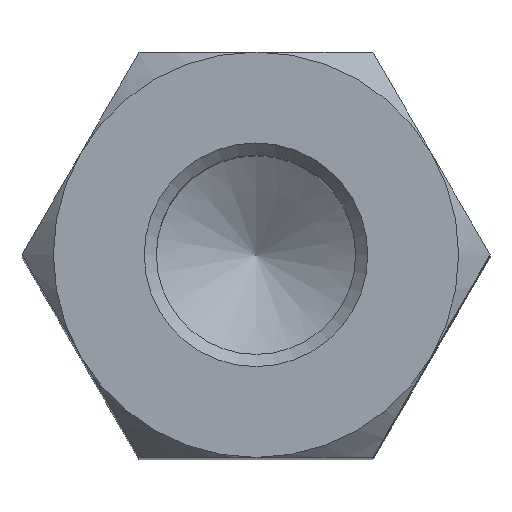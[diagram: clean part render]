
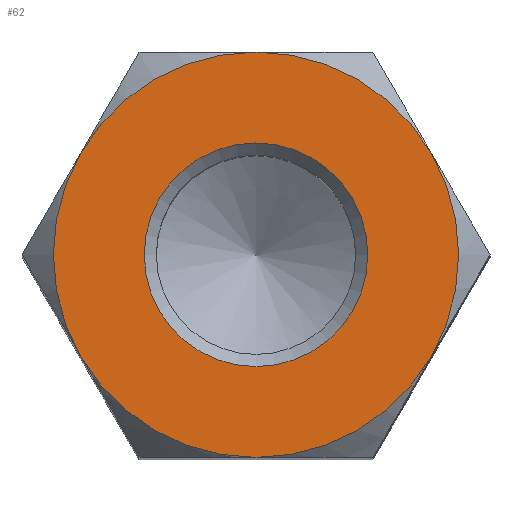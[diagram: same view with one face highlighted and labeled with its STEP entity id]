
A CAD part, top view. The second image highlights one B-rep face of the part: STEP entity #62.
In plain terms, the highlighted planar face has unit normal (0, 0, 1).
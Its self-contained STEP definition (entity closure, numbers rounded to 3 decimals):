
#62 = ADVANCED_FACE( '', ( #141, #142 ), #143, .T. );
#141 = FACE_BOUND( '', #242, .T. );
#142 = FACE_OUTER_BOUND( '', #243, .T. );
#143 = PLANE( '', #244 );
#242 = EDGE_LOOP( '', ( #366 ) );
#243 = EDGE_LOOP( '', ( #367, #368, #369, #370, #371, #372 ) );
#244 = AXIS2_PLACEMENT_3D( '', #373, #374, #375 );
#366 = ORIENTED_EDGE( '', *, *, #562, .T. );
#367 = ORIENTED_EDGE( '', *, *, #563, .F. );
#368 = ORIENTED_EDGE( '', *, *, #564, .F. );
#369 = ORIENTED_EDGE( '', *, *, #565, .F. );
#370 = ORIENTED_EDGE( '', *, *, #566, .T. );
#371 = ORIENTED_EDGE( '', *, *, #567, .F. );
#372 = ORIENTED_EDGE( '', *, *, #568, .F. );
#373 = CARTESIAN_POINT( '', ( 0., 0., 17.5 ) );
#374 = DIRECTION( '', ( 0., 0., 1. ) );
#375 = DIRECTION( '', ( 1., 0., 0. ) );
#562 = EDGE_CURVE( '', #660, #660, #661, .T. );
#563 = EDGE_CURVE( '', #662, #648, #663, .F. );
#564 = EDGE_CURVE( '', #664, #662, #665, .F. );
#565 = EDGE_CURVE( '', #620, #664, #666, .F. );
#566 = EDGE_CURVE( '', #620, #667, #668, .T. );
#567 = EDGE_CURVE( '', #669, #667, #670, .F. );
#568 = EDGE_CURVE( '', #648, #669, #671, .F. );
#620 = VERTEX_POINT( '', #738 );
#648 = VERTEX_POINT( '', #801 );
#660 = VERTEX_POINT( '', #847 );
#661 = CIRCLE( '', #848, 2.759 );
#662 = VERTEX_POINT( '', #849 );
#663 = CIRCLE( '', #850, 5. );
#664 = VERTEX_POINT( '', #851 );
#665 = CIRCLE( '', #852, 5. );
#666 = CIRCLE( '', #853, 5. );
#667 = VERTEX_POINT( '', #854 );
#668 = CIRCLE( '', #855, 5. );
#669 = VERTEX_POINT( '', #856 );
#670 = CIRCLE( '', #857, 5. );
#671 = CIRCLE( '', #858, 5. );
#738 = CARTESIAN_POINT( '', ( 0., 5., 17.5 ) );
#801 = CARTESIAN_POINT( '', ( 0., -5., 17.5 ) );
#847 = CARTESIAN_POINT( '', ( 0., 2.759, 17.5 ) );
#848 = AXIS2_PLACEMENT_3D( '', #1017, #1018, #1019 );
#849 = CARTESIAN_POINT( '', ( 4.33, -2.5, 17.5 ) );
#850 = AXIS2_PLACEMENT_3D( '', #1020, #1021, #1022 );
#851 = CARTESIAN_POINT( '', ( 4.33, 2.5, 17.5 ) );
#852 = AXIS2_PLACEMENT_3D( '', #1023, #1024, #1025 );
#853 = AXIS2_PLACEMENT_3D( '', #1026, #1027, #1028 );
#854 = CARTESIAN_POINT( '', ( -4.33, 2.5, 17.5 ) );
#855 = AXIS2_PLACEMENT_3D( '', #1029, #1030, #1031 );
#856 = CARTESIAN_POINT( '', ( -4.33, -2.5, 17.5 ) );
#857 = AXIS2_PLACEMENT_3D( '', #1032, #1033, #1034 );
#858 = AXIS2_PLACEMENT_3D( '', #1035, #1036, #1037 );
#1017 = CARTESIAN_POINT( '', ( 0., 0., 17.5 ) );
#1018 = DIRECTION( '', ( 0., 0., -1. ) );
#1019 = DIRECTION( '', ( 0., 1., 0. ) );
#1020 = CARTESIAN_POINT( '', ( 0., 0., 17.5 ) );
#1021 = DIRECTION( '', ( 0., 0., 1. ) );
#1022 = DIRECTION( '', ( 1., 0., 0. ) );
#1023 = CARTESIAN_POINT( '', ( 0., 0., 17.5 ) );
#1024 = DIRECTION( '', ( 0., 0., 1. ) );
#1025 = DIRECTION( '', ( 1., 0., 0. ) );
#1026 = CARTESIAN_POINT( '', ( 0., 0., 17.5 ) );
#1027 = DIRECTION( '', ( 0., 0., 1. ) );
#1028 = DIRECTION( '', ( 1., 0., 0. ) );
#1029 = CARTESIAN_POINT( '', ( 0., 0., 17.5 ) );
#1030 = DIRECTION( '', ( 0., 0., 1. ) );
#1031 = DIRECTION( '', ( 1., 0., 0. ) );
#1032 = CARTESIAN_POINT( '', ( 0., 0., 17.5 ) );
#1033 = DIRECTION( '', ( 0., 0., 1. ) );
#1034 = DIRECTION( '', ( 1., 0., 0. ) );
#1035 = CARTESIAN_POINT( '', ( 0., 0., 17.5 ) );
#1036 = DIRECTION( '', ( 0., 0., 1. ) );
#1037 = DIRECTION( '', ( 1., 0., 0. ) );
